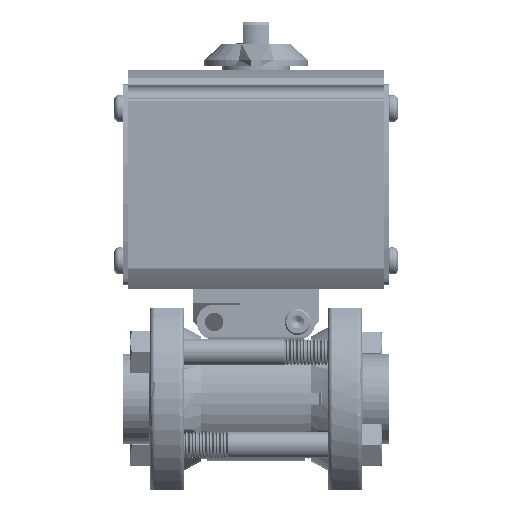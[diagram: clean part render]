
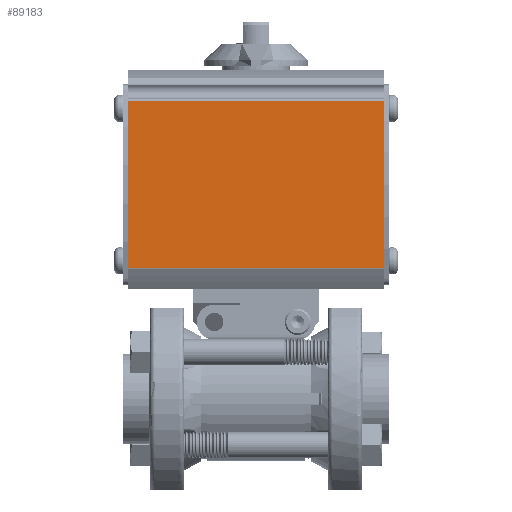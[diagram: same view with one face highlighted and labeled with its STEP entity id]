
A CAD part, top view. The second image highlights one B-rep face of the part: STEP entity #89183.
In plain terms, the highlighted planar face has unit normal (0, 0, 1).
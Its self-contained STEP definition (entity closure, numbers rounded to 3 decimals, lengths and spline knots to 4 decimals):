
#6570 = EDGE_LOOP ( 'NONE', ( #79352, #42499, #118509, #73531 ) ) ;
#11191 = VERTEX_POINT ( 'NONE', #113703 ) ;
#13008 = LINE ( 'NONE', #16028, #84483 ) ;
#15197 = EDGE_CURVE ( 'NONE', #122997, #11191, #45747, .T. ) ;
#15297 = VECTOR ( 'NONE', #76272, 39.3701 ) ;
#16028 = CARTESIAN_POINT ( 'NONE',  ( -5.0403, 3.5621, 1.17 ) ) ;
#18051 = DIRECTION ( 'NONE',  ( 0., 0., -1. ) ) ;
#19471 = LINE ( 'NONE', #69748, #68213 ) ;
#33789 = EDGE_CURVE ( 'NONE', #86357, #11191, #19471, .T. ) ;
#35133 = LINE ( 'NONE', #66537, #15297 ) ;
#36380 = VERTEX_POINT ( 'NONE', #47515 ) ;
#42499 = ORIENTED_EDGE ( 'NONE', *, *, #86331, .T. ) ;
#45014 = CARTESIAN_POINT ( 'NONE',  ( 1.5275, 3.5621, 1.17 ) ) ;
#45747 = LINE ( 'NONE', #94930, #68571 ) ;
#47045 = PLANE ( 'NONE',  #61239 ) ;
#47515 = CARTESIAN_POINT ( 'NONE',  ( -1.5275, 3.5621, 1.17 ) ) ;
#49796 = DIRECTION ( 'NONE',  ( 0., -1., 0. ) ) ;
#54238 = EDGE_CURVE ( 'NONE', #122997, #36380, #35133, .T. ) ;
#61239 = AXIS2_PLACEMENT_3D ( 'NONE', #76353, #18051, #86131 ) ;
#66537 = CARTESIAN_POINT ( 'NONE',  ( -1.5275, 3.5694, 1.17 ) ) ;
#68213 = VECTOR ( 'NONE', #49796, 39.3701 ) ;
#68571 = VECTOR ( 'NONE', #104646, 39.3701 ) ;
#69748 = CARTESIAN_POINT ( 'NONE',  ( 1.5275, 3.5694, 1.17 ) ) ;
#73531 = ORIENTED_EDGE ( 'NONE', *, *, #15197, .T. ) ;
#73591 = FACE_OUTER_BOUND ( 'NONE', #6570, .T. ) ;
#76272 = DIRECTION ( 'NONE',  ( 0., 1., 0. ) ) ;
#76353 = CARTESIAN_POINT ( 'NONE',  ( -5.0403, 3.5694, 1.17 ) ) ;
#79352 = ORIENTED_EDGE ( 'NONE', *, *, #33789, .F. ) ;
#84080 = DIRECTION ( 'NONE',  ( -1., 0., 0. ) ) ;
#84483 = VECTOR ( 'NONE', #84080, 39.3701 ) ;
#86131 = DIRECTION ( 'NONE',  ( 0., -1., 0. ) ) ;
#86331 = EDGE_CURVE ( 'NONE', #86357, #36380, #13008, .T. ) ;
#86357 = VERTEX_POINT ( 'NONE', #45014 ) ;
#89183 = ADVANCED_FACE ( 'NONE', ( #73591 ), #47045, .F. ) ;
#94930 = CARTESIAN_POINT ( 'NONE',  ( -5.0403, 1.5679, 1.17 ) ) ;
#104646 = DIRECTION ( 'NONE',  ( 1., 0., 0. ) ) ;
#109358 = CARTESIAN_POINT ( 'NONE',  ( -1.5275, 1.5679, 1.17 ) ) ;
#113703 = CARTESIAN_POINT ( 'NONE',  ( 1.5275, 1.5679, 1.17 ) ) ;
#118509 = ORIENTED_EDGE ( 'NONE', *, *, #54238, .F. ) ;
#122997 = VERTEX_POINT ( 'NONE', #109358 ) ;
